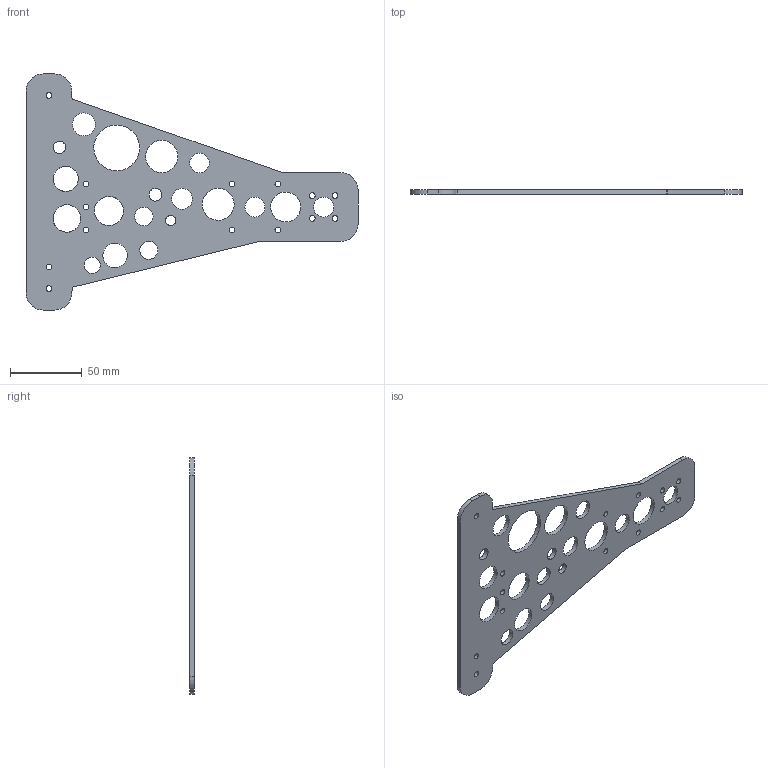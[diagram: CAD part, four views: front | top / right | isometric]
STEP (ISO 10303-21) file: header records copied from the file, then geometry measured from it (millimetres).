
FILE_DESCRIPTION(/* description */ (''),/* implementation_level */ '2;1');
FILE_NAME(/* name */ 'slidesthingcircle.stp',/* time_stamp */ '2020-01-15T21:53:59-06:00',/* author */ ('xj82b'),/* organization */ (''),/* preprocessor_version */ 'ST-DEVELOPER v18',/* originating_system */ 'Autodesk Inventor 2020',/* authorisation */ '');
FILE_SCHEMA (('AUTOMOTIVE_DESIGN { 1 0 10303 214 3 1 1 }'));
Length unit declared in the file: millimetre
Products named in the file (1): slidesthingcircle
Bounding box: 232 x 3.17 x 165 mm (x, y, z)
Volume: 51037.8 mm3; surface area: 37951.6 mm2
Topology: 1 solids, 1 shells, 59 faces, 200 edges, 143 vertices
Faces by surface type: cylinder 43, plane 16
Full cylindrical faces by diameter (mm): 4 x14, 7.152 x1, 8.588 x1, 11.378 x1, 12.631 x1, 12.877 x1, 13.585 x1, 14 x2, 14.538 x1, 15.995 x1, 17.072 x1, 17.467 x1, 19.207 x1, 20.908 x1, 22.568 x1, 31.989 x1
Entity records: 2454 total; most frequent: DIRECTION 435, CARTESIAN_POINT 403, ORIENTED_EDGE 400, EDGE_CURVE 200, AXIS2_PLACEMENT_3D 175, VERTEX_POINT 143, EDGE_LOOP 125, CIRCLE 115
